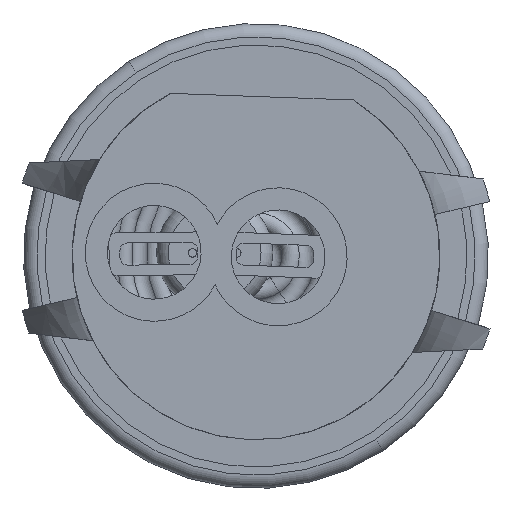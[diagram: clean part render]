
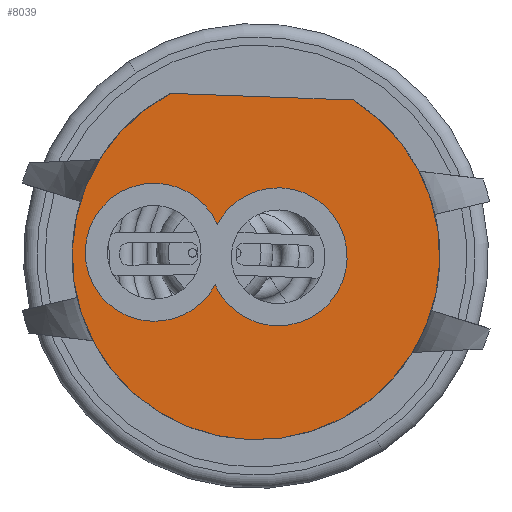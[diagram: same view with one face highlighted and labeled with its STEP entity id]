
A CAD part, front view. The second image highlights one B-rep face of the part: STEP entity #8039.
In plain terms, the highlighted planar face has unit normal (0, -1, 0).
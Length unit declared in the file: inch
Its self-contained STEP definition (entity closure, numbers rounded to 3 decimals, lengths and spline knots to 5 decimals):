
#40 = DIRECTION ( 'NONE',  ( 0., -1., 0. ) ) ;
#41 = EDGE_CURVE ( 'NONE', #7068, #1190, #2167, .T. ) ;
#50 = DIRECTION ( 'NONE',  ( 1., 0., 0. ) ) ;
#156 = EDGE_CURVE ( 'NONE', #3449, #2170, #5351, .T. ) ;
#249 = ORIENTED_EDGE ( 'NONE', *, *, #2310, .F. ) ;
#424 = CIRCLE ( 'NONE', #7477, 0.0935 ) ;
#480 = DIRECTION ( 'NONE',  ( 0., -1., 0. ) ) ;
#661 = ORIENTED_EDGE ( 'NONE', *, *, #2307, .F. ) ;
#740 = EDGE_CURVE ( 'NONE', #2170, #7221, #424, .T. ) ;
#950 = LINE ( 'NONE', #7718, #7331 ) ;
#1190 = VERTEX_POINT ( 'NONE', #1332 ) ;
#1332 = CARTESIAN_POINT ( 'NONE',  ( 0.03, -0.83, -0.0935 ) ) ;
#1401 = EDGE_CURVE ( 'NONE', #1190, #6464, #6814, .T. ) ;
#1550 = FACE_OUTER_BOUND ( 'NONE', #2144, .T. ) ;
#1563 = AXIS2_PLACEMENT_3D ( 'NONE', #5972, #6639, #2770 ) ;
#1816 = ORIENTED_EDGE ( 'NONE', *, *, #6983, .F. ) ;
#2144 = EDGE_LOOP ( 'NONE', ( #6574, #1816 ) ) ;
#2167 = CIRCLE ( 'NONE', #7089, 0.0935 ) ;
#2170 = VERTEX_POINT ( 'NONE', #7397 ) ;
#2307 = EDGE_CURVE ( 'NONE', #6464, #3449, #5396, .T. ) ;
#2310 = EDGE_CURVE ( 'NONE', #7221, #7068, #4383, .T. ) ;
#2435 = CARTESIAN_POINT ( 'NONE',  ( 0.03, -0.83, 0.0935 ) ) ;
#2487 = EDGE_LOOP ( 'NONE', ( #8041, #661, #3398, #6782, #249, #2838 ) ) ;
#2489 = PLANE ( 'NONE',  #3196 ) ;
#2665 = AXIS2_PLACEMENT_3D ( 'NONE', #7552, #6116, #4982 ) ;
#2770 = DIRECTION ( 'NONE',  ( 0., 0., -1. ) ) ;
#2794 = AXIS2_PLACEMENT_3D ( 'NONE', #3471, #40, #3878 ) ;
#2838 = ORIENTED_EDGE ( 'NONE', *, *, #740, .F. ) ;
#2948 = CARTESIAN_POINT ( 'NONE',  ( -0.12387, -0.83, 0.216 ) ) ;
#3196 = AXIS2_PLACEMENT_3D ( 'NONE', #6965, #7599, #3775 ) ;
#3227 = AXIS2_PLACEMENT_3D ( 'NONE', #7182, #7134, #6535 ) ;
#3398 = ORIENTED_EDGE ( 'NONE', *, *, #1401, .F. ) ;
#3448 = DIRECTION ( 'NONE',  ( 0., 1., 0. ) ) ;
#3449 = VERTEX_POINT ( 'NONE', #4277 ) ;
#3471 = CARTESIAN_POINT ( 'NONE',  ( 0.03, -0.83, 0. ) ) ;
#3674 = CARTESIAN_POINT ( 'NONE',  ( -0.138, -0.83, -0.0935 ) ) ;
#3768 = DIRECTION ( 'NONE',  ( 0., -1., 0. ) ) ;
#3775 = DIRECTION ( 'NONE',  ( 0., 0., 1. ) ) ;
#3833 = AXIS2_PLACEMENT_3D ( 'NONE', #7271, #3448, #7925 ) ;
#3878 = DIRECTION ( 'NONE',  ( 0., 0., -1. ) ) ;
#3896 = VERTEX_POINT ( 'NONE', #8190 ) ;
#4277 = CARTESIAN_POINT ( 'NONE',  ( -0.054, -0.83, 0.04106 ) ) ;
#4383 = CIRCLE ( 'NONE', #3227, 0.0935 ) ;
#4526 = CIRCLE ( 'NONE', #3833, 0.249 ) ;
#4573 = DIRECTION ( 'NONE',  ( 0., 0., -1. ) ) ;
#4982 = DIRECTION ( 'NONE',  ( 0., 0., -1. ) ) ;
#5133 = FACE_BOUND ( 'NONE', #2487, .T. ) ;
#5351 = CIRCLE ( 'NONE', #2665, 0.0935 ) ;
#5396 = CIRCLE ( 'NONE', #2794, 0.0935 ) ;
#5972 = CARTESIAN_POINT ( 'NONE',  ( 0.03, -0.83, 0. ) ) ;
#6048 = CARTESIAN_POINT ( 'NONE',  ( -0.138, -0.83, 0. ) ) ;
#6086 = VERTEX_POINT ( 'NONE', #2948 ) ;
#6116 = DIRECTION ( 'NONE',  ( 0., -1., 0. ) ) ;
#6464 = VERTEX_POINT ( 'NONE', #2435 ) ;
#6535 = DIRECTION ( 'NONE',  ( 0., 0., -1. ) ) ;
#6574 = ORIENTED_EDGE ( 'NONE', *, *, #8143, .F. ) ;
#6639 = DIRECTION ( 'NONE',  ( 0., -1., 0. ) ) ;
#6714 = CARTESIAN_POINT ( 'NONE',  ( 0.03, -0.83, 0. ) ) ;
#6782 = ORIENTED_EDGE ( 'NONE', *, *, #41, .F. ) ;
#6814 = CIRCLE ( 'NONE', #1563, 0.0935 ) ;
#6965 = CARTESIAN_POINT ( 'NONE',  ( 0., -0.83, 0. ) ) ;
#6983 = EDGE_CURVE ( 'NONE', #3896, #6086, #4526, .T. ) ;
#7068 = VERTEX_POINT ( 'NONE', #7956 ) ;
#7089 = AXIS2_PLACEMENT_3D ( 'NONE', #6714, #480, #8273 ) ;
#7134 = DIRECTION ( 'NONE',  ( 0., -1., 0. ) ) ;
#7182 = CARTESIAN_POINT ( 'NONE',  ( -0.138, -0.83, 0. ) ) ;
#7221 = VERTEX_POINT ( 'NONE', #3674 ) ;
#7271 = CARTESIAN_POINT ( 'NONE',  ( 0., -0.83, 0. ) ) ;
#7331 = VECTOR ( 'NONE', #50, 39.37008 ) ;
#7397 = CARTESIAN_POINT ( 'NONE',  ( -0.138, -0.83, 0.0935 ) ) ;
#7477 = AXIS2_PLACEMENT_3D ( 'NONE', #6048, #3768, #4573 ) ;
#7552 = CARTESIAN_POINT ( 'NONE',  ( -0.138, -0.83, 0. ) ) ;
#7599 = DIRECTION ( 'NONE',  ( 0., 1., 0. ) ) ;
#7718 = CARTESIAN_POINT ( 'NONE',  ( -0.12387, -0.83, 0.216 ) ) ;
#7925 = DIRECTION ( 'NONE',  ( 0., 0., 1. ) ) ;
#7956 = CARTESIAN_POINT ( 'NONE',  ( -0.054, -0.83, -0.04106 ) ) ;
#8039 = ADVANCED_FACE ( 'NONE', ( #1550, #5133 ), #2489, .F. ) ;
#8041 = ORIENTED_EDGE ( 'NONE', *, *, #156, .F. ) ;
#8143 = EDGE_CURVE ( 'NONE', #6086, #3896, #950, .T. ) ;
#8190 = CARTESIAN_POINT ( 'NONE',  ( 0.12387, -0.83, 0.216 ) ) ;
#8273 = DIRECTION ( 'NONE',  ( 0., 0., -1. ) ) ;
